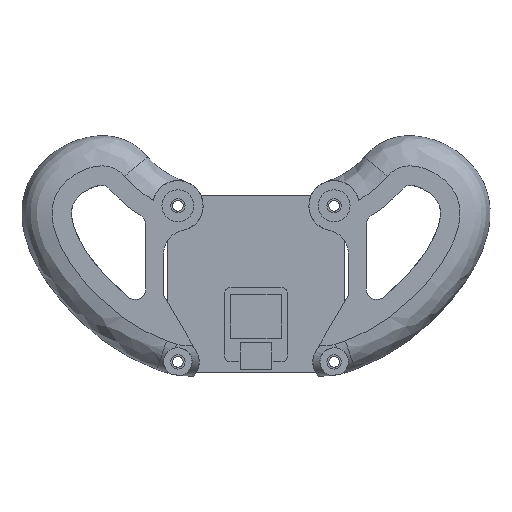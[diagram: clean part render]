
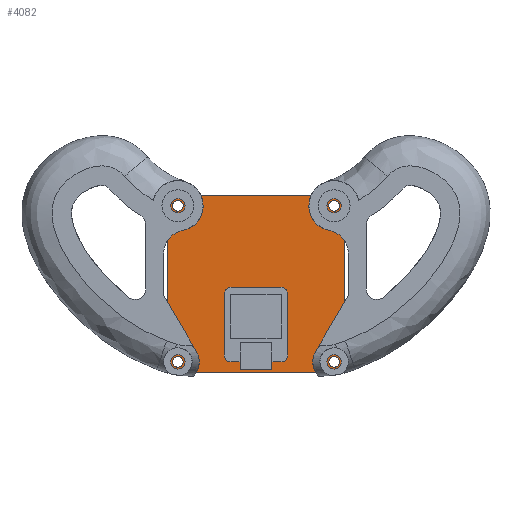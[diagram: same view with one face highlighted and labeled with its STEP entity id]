
A CAD part, front view. The second image highlights one B-rep face of the part: STEP entity #4082.
In plain terms, the highlighted planar face has unit normal (0, -1, 0).
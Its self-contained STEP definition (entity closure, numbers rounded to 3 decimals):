
#251=FACE_BOUND('',#895,.T.);
#252=FACE_BOUND('',#896,.T.);
#253=FACE_BOUND('',#897,.T.);
#254=FACE_BOUND('',#898,.T.);
#381=CIRCLE('',#4491,1.5);
#382=CIRCLE('',#4493,1.5);
#383=CIRCLE('',#4495,1.5);
#384=CIRCLE('',#4496,1.5);
#618=FACE_OUTER_BOUND('',#894,.T.);
#894=EDGE_LOOP('',(#3319,#3320,#3321,#3322));
#895=EDGE_LOOP('',(#3323));
#896=EDGE_LOOP('',(#3324));
#897=EDGE_LOOP('',(#3325));
#898=EDGE_LOOP('',(#3326));
#1288=LINE('',#6497,#1636);
#1291=LINE('',#6502,#1639);
#1294=LINE('',#6513,#1642);
#1295=LINE('',#6514,#1643);
#1636=VECTOR('',#5272,10.);
#1639=VECTOR('',#5277,10.);
#1642=VECTOR('',#5290,10.);
#1643=VECTOR('',#5291,10.);
#1927=VERTEX_POINT('',#6494);
#1928=VERTEX_POINT('',#6496);
#1929=VERTEX_POINT('',#6500);
#1930=VERTEX_POINT('',#6504);
#1931=VERTEX_POINT('',#6508);
#1932=VERTEX_POINT('',#6512);
#1933=VERTEX_POINT('',#6515);
#1934=VERTEX_POINT('',#6517);
#2408=EDGE_CURVE('',#1928,#1927,#1288,.T.);
#2411=EDGE_CURVE('',#1927,#1929,#1291,.T.);
#2412=EDGE_CURVE('',#1930,#1930,#381,.T.);
#2414=EDGE_CURVE('',#1931,#1931,#382,.T.);
#2416=EDGE_CURVE('',#1929,#1932,#1294,.T.);
#2417=EDGE_CURVE('',#1928,#1932,#1295,.T.);
#2418=EDGE_CURVE('',#1933,#1933,#383,.T.);
#2419=EDGE_CURVE('',#1934,#1934,#384,.T.);
#3319=ORIENTED_EDGE('',*,*,#2408,.T.);
#3320=ORIENTED_EDGE('',*,*,#2411,.T.);
#3321=ORIENTED_EDGE('',*,*,#2416,.T.);
#3322=ORIENTED_EDGE('',*,*,#2417,.F.);
#3323=ORIENTED_EDGE('',*,*,#2418,.F.);
#3324=ORIENTED_EDGE('',*,*,#2419,.F.);
#3325=ORIENTED_EDGE('',*,*,#2414,.T.);
#3326=ORIENTED_EDGE('',*,*,#2412,.T.);
#3904=PLANE('',#4494);
#4082=ADVANCED_FACE('',(#618,#251,#252,#253,#254),#3904,.T.);
#4491=AXIS2_PLACEMENT_3D('',#6505,#5280,#5281);
#4493=AXIS2_PLACEMENT_3D('',#6509,#5285,#5286);
#4494=AXIS2_PLACEMENT_3D('',#6511,#5288,#5289);
#4495=AXIS2_PLACEMENT_3D('',#6516,#5292,#5293);
#4496=AXIS2_PLACEMENT_3D('',#6518,#5294,#5295);
#5272=DIRECTION('',(-1.,0.,0.));
#5277=DIRECTION('',(0.,0.,-1.));
#5280=DIRECTION('center_axis',(0.,1.,0.));
#5281=DIRECTION('ref_axis',(-1.,0.,0.));
#5285=DIRECTION('center_axis',(0.,1.,0.));
#5286=DIRECTION('ref_axis',(-1.,0.,0.));
#5288=DIRECTION('center_axis',(0.,-1.,0.));
#5289=DIRECTION('ref_axis',(-1.,0.,0.));
#5290=DIRECTION('',(1.,0.,0.));
#5291=DIRECTION('',(0.,0.,-1.));
#5292=DIRECTION('center_axis',(0.,-1.,0.));
#5293=DIRECTION('ref_axis',(1.,0.,0.));
#5294=DIRECTION('center_axis',(0.,-1.,0.));
#5295=DIRECTION('ref_axis',(1.,0.,0.));
#6494=CARTESIAN_POINT('',(-43.5,-15.1,13.6));
#6496=CARTESIAN_POINT('',(6.5,-15.1,13.6));
#6497=CARTESIAN_POINT('',(46.5,-15.1,13.6));
#6500=CARTESIAN_POINT('',(-43.5,-15.1,-36.4));
#6502=CARTESIAN_POINT('',(-43.5,-15.1,13.6));
#6504=CARTESIAN_POINT('',(-39.,-15.1,-33.4));
#6505=CARTESIAN_POINT('Origin',(-40.5,-15.1,-33.4));
#6508=CARTESIAN_POINT('',(-39.,-15.1,10.6));
#6509=CARTESIAN_POINT('Origin',(-40.5,-15.1,10.6));
#6511=CARTESIAN_POINT('Origin',(1.5,-15.1,-11.4));
#6512=CARTESIAN_POINT('',(6.5,-15.1,-36.4));
#6513=CARTESIAN_POINT('',(-43.5,-15.1,-36.4));
#6514=CARTESIAN_POINT('',(6.5,-15.1,13.6));
#6515=CARTESIAN_POINT('',(2.,-15.1,-33.4));
#6516=CARTESIAN_POINT('Origin',(3.5,-15.1,-33.4));
#6517=CARTESIAN_POINT('',(2.,-15.1,10.6));
#6518=CARTESIAN_POINT('Origin',(3.5,-15.1,10.6));
